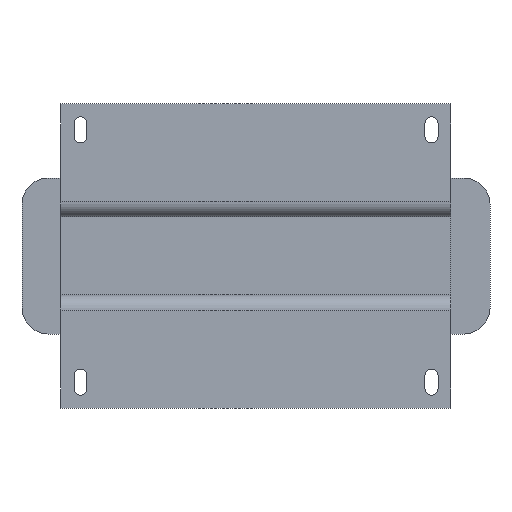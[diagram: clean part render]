
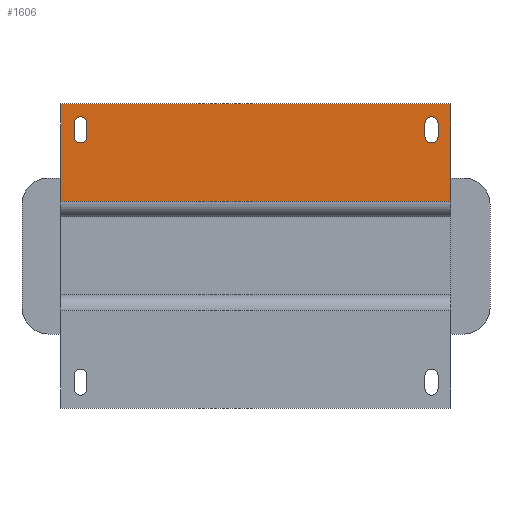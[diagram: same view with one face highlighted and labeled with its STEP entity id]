
A CAD part, front view. The second image highlights one B-rep face of the part: STEP entity #1606.
In plain terms, the highlighted planar face has unit normal (0, -1, 0).
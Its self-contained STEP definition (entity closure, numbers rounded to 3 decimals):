
#1606=ADVANCED_FACE('',(#3514,#3516,#3518),#3520,.T.);
#3514=FACE_BOUND('',#3515,.T.);
#3515=EDGE_LOOP('',(#4846,#4847,#4848,#4849));
#3516=FACE_BOUND('',#3517,.T.);
#3517=EDGE_LOOP('',(#4850,#4851,#4852,#4853));
#3518=FACE_BOUND('',#3519,.T.);
#3519=EDGE_LOOP('',(#4854,#4855,#4856,#4857));
#3520=PLANE('',#3521);
#3521=AXIS2_PLACEMENT_3D('',#3522,#3523,#3524);
#3522=CARTESIAN_POINT('',(76.,-35.,-9.));
#3523=DIRECTION('',(0.,-1.,0.));
#3524=DIRECTION('',(0.,0.,1.));
#4846=ORIENTED_EDGE('',*,*,#5564,.F.);
#4847=ORIENTED_EDGE('',*,*,#5602,.T.);
#4848=ORIENTED_EDGE('',*,*,#5586,.F.);
#4849=ORIENTED_EDGE('',*,*,#5603,.F.);
#4850=ORIENTED_EDGE('',*,*,#5604,.T.);
#4851=ORIENTED_EDGE('',*,*,#5605,.T.);
#4852=ORIENTED_EDGE('',*,*,#5606,.T.);
#4853=ORIENTED_EDGE('',*,*,#5607,.T.);
#4854=ORIENTED_EDGE('',*,*,#5608,.T.);
#4855=ORIENTED_EDGE('',*,*,#5609,.T.);
#4856=ORIENTED_EDGE('',*,*,#5610,.T.);
#4857=ORIENTED_EDGE('',*,*,#5611,.T.);
#5564=EDGE_CURVE('',#6434,#6436,#6437,.T.);
#5586=EDGE_CURVE('',#6476,#6478,#6479,.T.);
#5602=EDGE_CURVE('',#6434,#6478,#6506,.T.);
#5603=EDGE_CURVE('',#6436,#6476,#6507,.T.);
#5604=EDGE_CURVE('',#6508,#6509,#6510,.F.);
#5605=EDGE_CURVE('',#6509,#6511,#6512,.F.);
#5606=EDGE_CURVE('',#6511,#6513,#6514,.F.);
#5607=EDGE_CURVE('',#6513,#6508,#6515,.F.);
#5608=EDGE_CURVE('',#6516,#6517,#6518,.F.);
#5609=EDGE_CURVE('',#6517,#6519,#6520,.F.);
#5610=EDGE_CURVE('',#6519,#6521,#6522,.F.);
#5611=EDGE_CURVE('',#6521,#6516,#6523,.F.);
#6434=VERTEX_POINT('',#8295);
#6436=VERTEX_POINT('',#8299);
#6437=LINE('',#8300,#8301);
#6476=VERTEX_POINT('',#8386);
#6478=VERTEX_POINT('',#8391);
#6479=LINE('',#8392,#8393);
#6506=LINE('',#8456,#8457);
#6507=LINE('',#8459,#8460);
#6508=VERTEX_POINT('',#8462);
#6509=VERTEX_POINT('',#8463);
#6510=LINE('',#8464,#8465);
#6511=VERTEX_POINT('',#8467);
#6512=CIRCLE('',#8468,2.5);
#6513=VERTEX_POINT('',#8472);
#6514=LINE('',#8473,#8474);
#6515=CIRCLE('',#8476,2.5);
#6516=VERTEX_POINT('',#8480);
#6517=VERTEX_POINT('',#8481);
#6518=LINE('',#8482,#8483);
#6519=VERTEX_POINT('',#8485);
#6520=CIRCLE('',#8486,2.5);
#6521=VERTEX_POINT('',#8490);
#6522=LINE('',#8491,#8492);
#6523=CIRCLE('',#8494,2.5);
#8295=CARTESIAN_POINT('',(75.,-35.,28.5));
#8299=CARTESIAN_POINT('',(75.,-35.,-9.));
#8300=CARTESIAN_POINT('',(75.,-35.,28.5));
#8301=VECTOR('',#8302,1.);
#8302=DIRECTION('',(0.,0.,-1.));
#8386=CARTESIAN_POINT('',(-75.,-35.,-9.));
#8391=CARTESIAN_POINT('',(-75.,-35.,28.5));
#8392=CARTESIAN_POINT('',(-75.,-35.,-9.));
#8393=VECTOR('',#8394,1.);
#8394=DIRECTION('',(0.,0.,1.));
#8456=CARTESIAN_POINT('',(75.,-35.,28.5));
#8457=VECTOR('',#8458,1.);
#8458=DIRECTION('',(-1.,0.,0.));
#8459=CARTESIAN_POINT('',(75.,-35.,-9.));
#8460=VECTOR('',#8461,1.);
#8461=DIRECTION('',(-1.,0.,0.));
#8462=CARTESIAN_POINT('',(65.,-35.,16.));
#8463=CARTESIAN_POINT('',(65.,-35.,21.));
#8464=CARTESIAN_POINT('',(65.,-35.,21.));
#8465=VECTOR('',#8466,1.);
#8466=DIRECTION('',(0.,0.,-1.));
#8467=CARTESIAN_POINT('',(70.,-35.,21.));
#8468=AXIS2_PLACEMENT_3D('',#8469,#8470,#8471);
#8469=CARTESIAN_POINT('',(67.5,-35.,21.));
#8470=DIRECTION('',(0.,-1.,0.));
#8471=DIRECTION('',(1.,0.,0.));
#8472=CARTESIAN_POINT('',(70.,-35.,16.));
#8473=CARTESIAN_POINT('',(70.,-35.,16.));
#8474=VECTOR('',#8475,1.);
#8475=DIRECTION('',(0.,0.,1.));
#8476=AXIS2_PLACEMENT_3D('',#8477,#8478,#8479);
#8477=CARTESIAN_POINT('',(67.5,-35.,16.));
#8478=DIRECTION('',(-0.,-1.,0.));
#8479=DIRECTION('',(-1.,0.,0.));
#8480=CARTESIAN_POINT('',(-70.,-35.,16.));
#8481=CARTESIAN_POINT('',(-70.,-35.,21.));
#8482=CARTESIAN_POINT('',(-70.,-35.,21.));
#8483=VECTOR('',#8484,1.);
#8484=DIRECTION('',(0.,0.,-1.));
#8485=CARTESIAN_POINT('',(-65.,-35.,21.));
#8486=AXIS2_PLACEMENT_3D('',#8487,#8488,#8489);
#8487=CARTESIAN_POINT('',(-67.5,-35.,21.));
#8488=DIRECTION('',(0.,-1.,0.));
#8489=DIRECTION('',(1.,0.,0.));
#8490=CARTESIAN_POINT('',(-65.,-35.,16.));
#8491=CARTESIAN_POINT('',(-65.,-35.,16.));
#8492=VECTOR('',#8493,1.);
#8493=DIRECTION('',(0.,0.,1.));
#8494=AXIS2_PLACEMENT_3D('',#8495,#8496,#8497);
#8495=CARTESIAN_POINT('',(-67.5,-35.,16.));
#8496=DIRECTION('',(-0.,-1.,0.));
#8497=DIRECTION('',(-1.,0.,0.));
